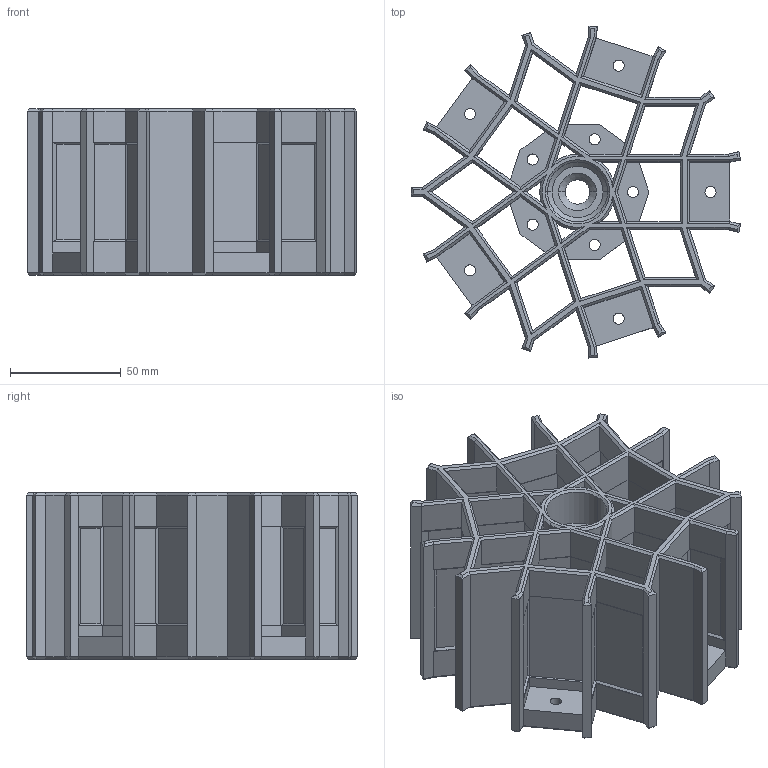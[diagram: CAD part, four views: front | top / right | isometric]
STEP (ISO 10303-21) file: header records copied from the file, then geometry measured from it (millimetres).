
FILE_DESCRIPTION (( 'STEP AP214' ), '1' );
FILE_NAME ('Wheel rim for print.STEP', '2024-06-11T05:45:27', ( '' ), ( '' ), 'SwSTEP 2.0', 'SolidWorks 2020', '' );
FILE_SCHEMA (( 'AUTOMOTIVE_DESIGN' ));
Length unit declared in the file: millimetre
Products named in the file (1): Wheel rim for print
Bounding box: 148.57 x 149.64 x 75 mm (x, y, z)
Volume: 274800.2 mm3; surface area: 183964.9 mm2
Topology: 1 solids, 1 shells, 1032 faces, 2377 edges, 1379 vertices
Faces by surface type: plane 936, cone 53, cylinder 43
Entity records: 28042 total; most frequent: CARTESIAN_POINT 4909, ORIENTED_EDGE 4754, DIRECTION 4542, EDGE_CURVE 2377, LINE 2198, VECTOR 2198, VERTEX_POINT 1379, AXIS2_PLACEMENT_3D 1172
